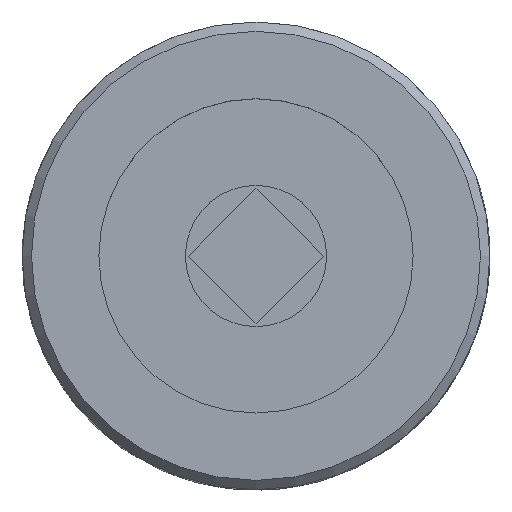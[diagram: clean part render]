
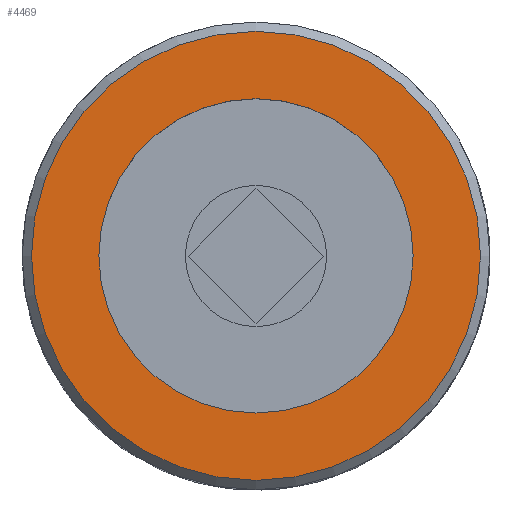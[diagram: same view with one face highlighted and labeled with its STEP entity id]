
A CAD part, top view. The second image highlights one B-rep face of the part: STEP entity #4469.
In plain terms, the highlighted planar face has unit normal (0, 0, 1).
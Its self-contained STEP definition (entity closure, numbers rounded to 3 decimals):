
#8 = DIRECTION ( 'NONE',  ( 1., 0., 0. ) ) ;
#83 = CARTESIAN_POINT ( 'NONE',  ( 0., 0., 0. ) ) ;
#147 = DIRECTION ( 'NONE',  ( 0., 0., 1. ) ) ;
#489 = AXIS2_PLACEMENT_3D ( 'NONE', #5778, #147, #3022 ) ;
#1040 = AXIS2_PLACEMENT_3D ( 'NONE', #4698, #3183, #8 ) ;
#1671 = VERTEX_POINT ( 'NONE', #3545 ) ;
#1787 = EDGE_CURVE ( 'NONE', #1671, #1671, #5190, .T. ) ;
#1979 = PLANE ( 'NONE',  #489 ) ;
#3022 = DIRECTION ( 'NONE',  ( 1., 0., 0. ) ) ;
#3183 = DIRECTION ( 'NONE',  ( 0., 0., 1. ) ) ;
#3337 = VERTEX_POINT ( 'NONE', #5978 ) ;
#3545 = CARTESIAN_POINT ( 'NONE',  ( 12.8, 0., 0. ) ) ;
#3658 = CIRCLE ( 'NONE', #1040, 18.288 ) ;
#3764 = ORIENTED_EDGE ( 'NONE', *, *, #5723, .T. ) ;
#3796 = FACE_BOUND ( 'NONE', #5601, .T. ) ;
#3804 = DIRECTION ( 'NONE',  ( 1., 0., 0. ) ) ;
#4013 = EDGE_LOOP ( 'NONE', ( #3764 ) ) ;
#4191 = AXIS2_PLACEMENT_3D ( 'NONE', #83, #4321, #3804 ) ;
#4255 = FACE_OUTER_BOUND ( 'NONE', #4013, .T. ) ;
#4321 = DIRECTION ( 'NONE',  ( 0., 0., 1. ) ) ;
#4469 = ADVANCED_FACE ( 'NONE', ( #4255, #3796 ), #1979, .T. ) ;
#4698 = CARTESIAN_POINT ( 'NONE',  ( 0., 0., 0. ) ) ;
#5190 = CIRCLE ( 'NONE', #4191, 12.8 ) ;
#5599 = ORIENTED_EDGE ( 'NONE', *, *, #1787, .F. ) ;
#5601 = EDGE_LOOP ( 'NONE', ( #5599 ) ) ;
#5723 = EDGE_CURVE ( 'NONE', #3337, #3337, #3658, .T. ) ;
#5778 = CARTESIAN_POINT ( 'NONE',  ( 0., 0., 0. ) ) ;
#5978 = CARTESIAN_POINT ( 'NONE',  ( 18.288, 0., 0. ) ) ;
